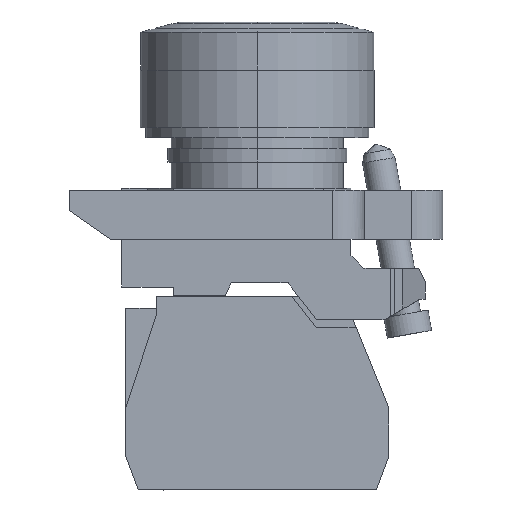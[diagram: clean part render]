
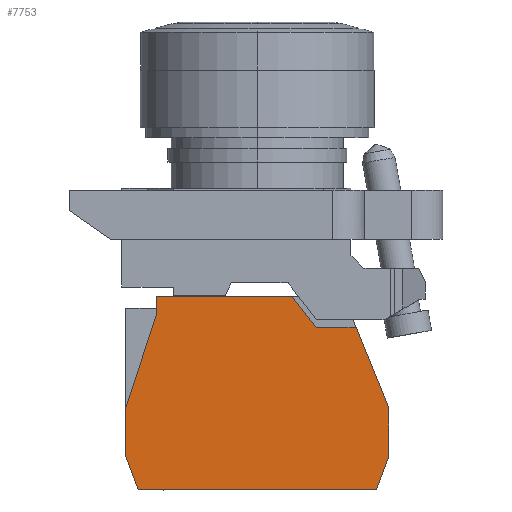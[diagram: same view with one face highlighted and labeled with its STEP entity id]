
A CAD part, left-side view. The second image highlights one B-rep face of the part: STEP entity #7753.
In plain terms, the highlighted planar face has unit normal (-1, 0, 0).
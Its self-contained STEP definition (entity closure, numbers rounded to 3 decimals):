
#7183=DIRECTION('',(0.,0.313,-0.95));
#7184=VECTOR('',#7183,11.808);
#7185=CARTESIAN_POINT('',(0.,28.5,21.2));
#7186=LINE('',#7185,#7184);
#7187=DIRECTION('',(0.,1.,0.));
#7188=VECTOR('',#7187,16.5);
#7189=CARTESIAN_POINT('',(0.,12.,23.6));
#7190=LINE('',#7189,#7188);
#7191=DIRECTION('',(0.,0.616,0.788));
#7192=VECTOR('',#7191,4.822);
#7193=CARTESIAN_POINT('',(0.,9.031,19.8));
#7194=LINE('',#7193,#7192);
#7195=DIRECTION('',(0.,1.,0.));
#7196=VECTOR('',#7195,4.866);
#7197=CARTESIAN_POINT('',(0.,4.165,19.8));
#7198=LINE('',#7197,#7196);
#7199=DIRECTION('',(0.,0.375,0.927));
#7200=VECTOR('',#7199,10.584);
#7201=CARTESIAN_POINT('',(0.,0.2,9.987));
#7202=LINE('',#7201,#7200);
#7203=DIRECTION('',(0.,0.,1.));
#7204=VECTOR('',#7203,5.866);
#7205=CARTESIAN_POINT('',(0.,0.2,4.121));
#7206=LINE('',#7205,#7204);
#7207=DIRECTION('',(0.,-0.342,0.94));
#7208=VECTOR('',#7207,4.386);
#7209=CARTESIAN_POINT('',(0.,1.7,0.));
#7210=LINE('',#7209,#7208);
#7211=DIRECTION('',(0.,-1.,0.));
#7212=VECTOR('',#7211,29.);
#7213=CARTESIAN_POINT('',(0.,30.7,0.));
#7214=LINE('',#7213,#7212);
#7215=DIRECTION('',(0.,-0.342,-0.94));
#7216=VECTOR('',#7215,4.386);
#7217=CARTESIAN_POINT('',(0.,32.2,4.121));
#7218=LINE('',#7217,#7216);
#7219=DIRECTION('',(0.,0.,-1.));
#7220=VECTOR('',#7219,5.866);
#7221=CARTESIAN_POINT('',(0.,32.2,9.987));
#7222=LINE('',#7221,#7220);
#7339=DIRECTION('',(0.,0.,1.));
#7340=VECTOR('',#7339,2.4);
#7341=CARTESIAN_POINT('',(0.,28.5,21.2));
#7342=LINE('',#7341,#7340);
#7546=CARTESIAN_POINT('',(0.,28.5,21.2));
#7548=VERTEX_POINT('',#7546);
#7559=CARTESIAN_POINT('',(0.,28.5,23.6));
#7560=VERTEX_POINT('',#7559);
#7561=CARTESIAN_POINT('',(0.,32.2,9.987));
#7562=VERTEX_POINT('',#7561);
#7563=CARTESIAN_POINT('',(0.,12.,23.6));
#7564=VERTEX_POINT('',#7563);
#7565=CARTESIAN_POINT('',(0.,9.031,19.8));
#7566=VERTEX_POINT('',#7565);
#7567=CARTESIAN_POINT('',(0.,4.165,19.8));
#7568=VERTEX_POINT('',#7567);
#7569=CARTESIAN_POINT('',(0.,0.2,9.987));
#7570=VERTEX_POINT('',#7569);
#7571=CARTESIAN_POINT('',(0.,0.2,4.121));
#7572=VERTEX_POINT('',#7571);
#7573=CARTESIAN_POINT('',(0.,1.7,0.));
#7574=VERTEX_POINT('',#7573);
#7575=CARTESIAN_POINT('',(0.,30.7,0.));
#7576=VERTEX_POINT('',#7575);
#7577=CARTESIAN_POINT('',(0.,32.2,4.121));
#7578=VERTEX_POINT('',#7577);
#7725=CARTESIAN_POINT('',(0.,0.2,0.));
#7726=DIRECTION('',(-1.,0.,0.));
#7727=DIRECTION('',(0.,0.,-1.));
#7728=AXIS2_PLACEMENT_3D('',#7725,#7726,#7727);
#7729=PLANE('',#7728);
#7731=ORIENTED_EDGE('',*,*,#7730,.F.);
#7733=ORIENTED_EDGE('',*,*,#7732,.T.);
#7735=ORIENTED_EDGE('',*,*,#7734,.F.);
#7737=ORIENTED_EDGE('',*,*,#7736,.F.);
#7739=ORIENTED_EDGE('',*,*,#7738,.F.);
#7741=ORIENTED_EDGE('',*,*,#7740,.F.);
#7743=ORIENTED_EDGE('',*,*,#7742,.F.);
#7745=ORIENTED_EDGE('',*,*,#7744,.F.);
#7746=ORIENTED_EDGE('',*,*,#7700,.F.);
#7748=ORIENTED_EDGE('',*,*,#7747,.F.);
#7750=ORIENTED_EDGE('',*,*,#7749,.F.);
#7751=EDGE_LOOP('',(#7731,#7733,#7735,#7737,#7739,#7741,#7743,#7745,#7746,#7748,
#7750));
#7752=FACE_OUTER_BOUND('',#7751,.F.);
#7700=EDGE_CURVE('',#7576,#7574,#7214,.T.);
#7730=EDGE_CURVE('',#7548,#7562,#7186,.T.);
#7732=EDGE_CURVE('',#7548,#7560,#7342,.T.);
#7734=EDGE_CURVE('',#7564,#7560,#7190,.T.);
#7736=EDGE_CURVE('',#7566,#7564,#7194,.T.);
#7738=EDGE_CURVE('',#7568,#7566,#7198,.T.);
#7740=EDGE_CURVE('',#7570,#7568,#7202,.T.);
#7742=EDGE_CURVE('',#7572,#7570,#7206,.T.);
#7744=EDGE_CURVE('',#7574,#7572,#7210,.T.);
#7747=EDGE_CURVE('',#7578,#7576,#7218,.T.);
#7749=EDGE_CURVE('',#7562,#7578,#7222,.T.);
#7753=ADVANCED_FACE('',(#7752),#7729,.T.);
